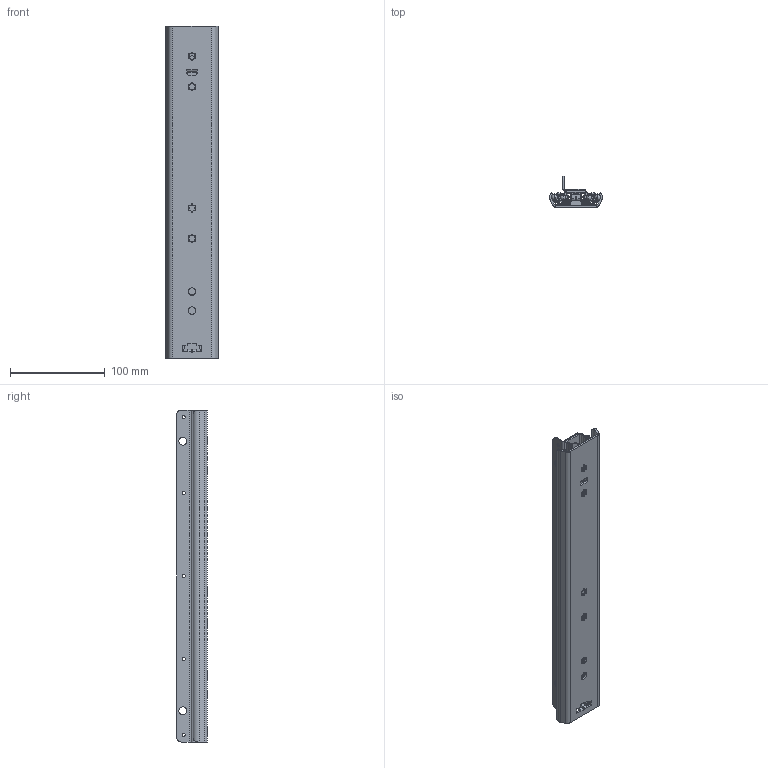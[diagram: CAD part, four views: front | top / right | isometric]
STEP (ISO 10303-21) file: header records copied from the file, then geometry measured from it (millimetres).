
FILE_DESCRIPTION(/* description */ ('ULF HD 350 / 375 (17,2mm)'),/* implementation_level */ '2;1');
FILE_NAME(/* name */ '112-S02_00_in_nf.stp',/* time_stamp */ '2020-11-30T10:17:39+01:00',/* author */ ('m.meijers'),/* organization */ (''),/* preprocessor_version */ 'ST-DEVELOPER v16.13',/* originating_system */ 'Autodesk Inventor 2018',/* authorisation */ '');
FILE_SCHEMA (('AUTOMOTIVE_DESIGN { 1 0 10303 214 3 1 1 }'));
Length unit declared in the file: millimetre
Products named in the file (1): 112-S02
Bounding box: 55.8 x 32.5 x 350 mm (x, y, z)
Volume: 140522.8 mm3; surface area: 194508.9 mm2
Topology: 42 solids, 42 shells, 1150 faces, 3277 edges, 2136 vertices
Faces by surface type: plane 606, cylinder 463, sphere 36, cone 24, torus 13, bspline 8
Full cylindrical faces by diameter (mm): 3.3 x5, 8 x3, 8.1 x2, 11 x1
Entity records: 38980 total; most frequent: CARTESIAN_POINT 8789, ORIENTED_EDGE 6368, DIRECTION 6271, EDGE_CURVE 3184, AXIS2_PLACEMENT_3D 2142, VERTEX_POINT 2135, LINE 1987, VECTOR 1987
